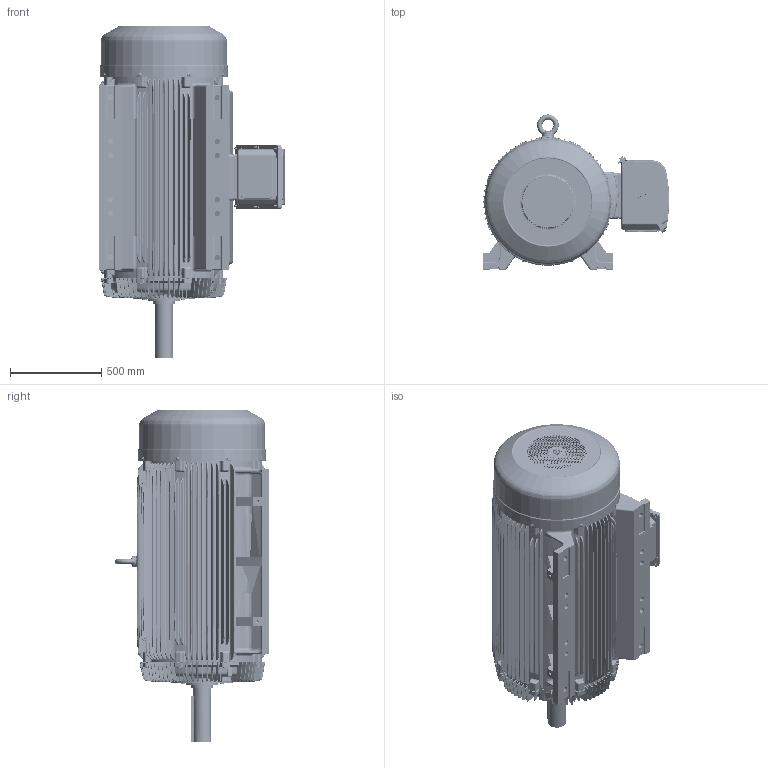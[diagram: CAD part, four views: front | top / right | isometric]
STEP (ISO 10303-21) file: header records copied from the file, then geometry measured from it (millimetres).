
FILE_DESCRIPTION(/* description */ (''),/* implementation_level */ '2;1');
FILE_NAME(/* name */ 'L586(7)-2F1.stp',/* time_stamp */ '2023-03-29T10:46:26+08:00',/* author */ (''),/* organization */ (''),/* preprocessor_version */ 'ST-DEVELOPER v16',/* originating_system */ 'SIEMENS PLM Software NX 11.0',/* authorisation */ '');
FILE_SCHEMA (('AP203_CONFIGURATION_CONTROLLED_3D_DESIGN_OF_MECHANICAL_PARTS_AND_ASSEMBLIES_MIM_LF { 1 0 10303 403 2 1 2}'));
Length unit declared in the file: millimetre
Products named in the file (1): L586_7_UZ-2F1_stp
Bounding box: 1021.82 x 848.42 x 1817.97 mm (x, y, z)
Surface area: 16253081.3 mm2 (no closed solid volume)
Topology: 0 solids, 1 shells, 10644 faces, 29636 edges, 18937 vertices
Faces by surface type: plane 3829, cylinder 2644, bspline 2406, torus 819, cone 623, sphere 312, extrusion 10, revolution 1
Full cylindrical faces by diameter (mm): 6.8 x4, 10 x76, 11.286 x1, 14 x8, 18 x16, 28.5 x12, 89 x2, 95.5 x1, 98.425 x1, 104.5 x1, 115 x1, 119.8 x2, 124.5 x2, 129.5 x1, 140.232 x2, 140.25 x1, 145 x1, 149.5 x2, 175.5 x1, 200 x1, 260 x1, 280 x2, 340 x2, 583.169 x1, 587.106 x2, 600 x1, 687.3 x1, 691.814 x1, 695.2 x1, 699.714 x1
Entity records: 476575 total; most frequent: CARTESIAN_POINT 229187, ORIENTED_EDGE 58084, DIRECTION 43800, EDGE_CURVE 29042, VERTEX_POINT 18725, AXIS2_PLACEMENT_3D 15745, VECTOR 12309, LINE 12299
